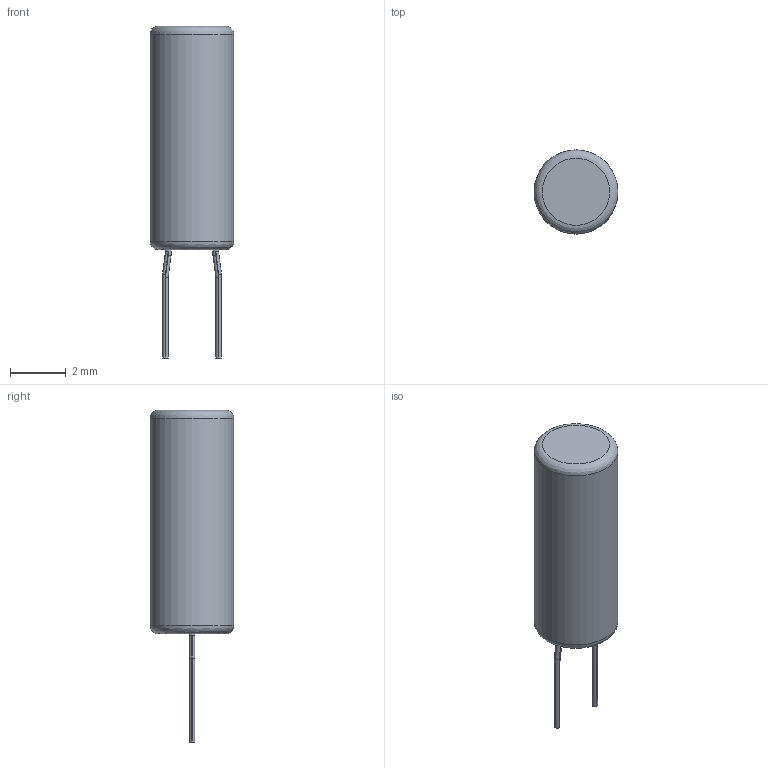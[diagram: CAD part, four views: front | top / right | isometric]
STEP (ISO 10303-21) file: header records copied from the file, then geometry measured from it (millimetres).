
FILE_DESCRIPTION(('FreeCAD Model'),'2;1');
FILE_NAME('Crystal_Round_d3.0mm_Vertical.step','2017-11-26T15:34:58',( 'kicad StepUp'),('ksu MCAD'),'Open CASCADE STEP processor 6.8', 'FreeCAD','Unknown');
FILE_SCHEMA(('AUTOMOTIVE_DESIGN_CC2 { 1 2 10303 214 -1 1 5 4 }'));
Length unit declared in the file: millimetre
Products named in the file (1): Crystal_Round_d3.0mm_Vertical
Bounding box: 3 x 3 x 11.86 mm (x, y, z)
Volume: 56.4 mm3; surface area: 91.9 mm2
Topology: 1 solids, 1 shells, 47 faces, 111 edges, 68 vertices
Faces by surface type: cylinder 25, plane 20, revolution 2
Full cylindrical faces by diameter (mm): 3 x1
Entity records: 1039 total; most frequent: CARTESIAN_POINT 183, ORIENTED_EDGE 168, EDGE_CURVE 111, AXIS2_PLACEMENT_3D 81, LINE 73, VERTEX_POINT 68, FACE_BOUND 49, EDGE_LOOP 49
